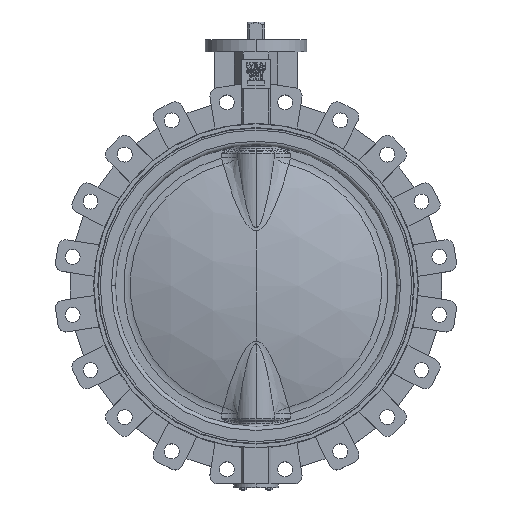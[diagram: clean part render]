
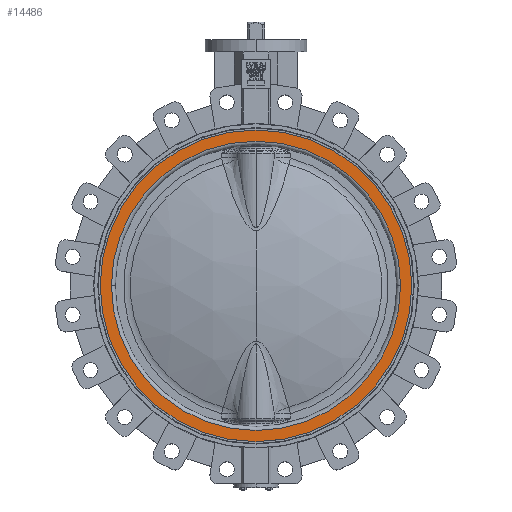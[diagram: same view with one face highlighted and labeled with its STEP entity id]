
A CAD part, top view. The second image highlights one B-rep face of the part: STEP entity #14486.
In plain terms, the highlighted planar face has unit normal (0, 0, 1).
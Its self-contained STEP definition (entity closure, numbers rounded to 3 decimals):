
#879 = EDGE_CURVE ( 'NONE', #20500, #5460, #23246, .T. ) ;
#968 = DIRECTION ( 'NONE',  ( 0., 0., 1. ) ) ;
#1931 = CARTESIAN_POINT ( 'NONE',  ( 323., 0., 78.5 ) ) ;
#2750 = VERTEX_POINT ( 'NONE', #1931 ) ;
#3261 = FACE_BOUND ( 'NONE', #25191, .T. ) ;
#4611 = EDGE_CURVE ( 'NONE', #2750, #25986, #29968, .T. ) ;
#5224 = DIRECTION ( 'NONE',  ( 0., 0., -1. ) ) ;
#5460 = VERTEX_POINT ( 'NONE', #20327 ) ;
#6213 = CIRCLE ( 'NONE', #26675, 299.75 ) ;
#8826 = CARTESIAN_POINT ( 'NONE',  ( 0., 0., 78.5 ) ) ;
#9417 = CIRCLE ( 'NONE', #9588, 323. ) ;
#9588 = AXIS2_PLACEMENT_3D ( 'NONE', #8826, #29869, #17794 ) ;
#10560 = FACE_OUTER_BOUND ( 'NONE', #25504, .T. ) ;
#10683 = DIRECTION ( 'NONE',  ( 0., 0., 1. ) ) ;
#10950 = DIRECTION ( 'NONE',  ( 0., 0., 1. ) ) ;
#14117 = CARTESIAN_POINT ( 'NONE',  ( 299.75, 0., 78.5 ) ) ;
#14486 = ADVANCED_FACE ( 'NONE', ( #3261, #10560 ), #19584, .F. ) ;
#15815 = ORIENTED_EDGE ( 'NONE', *, *, #4611, .T. ) ;
#16965 = DIRECTION ( 'NONE',  ( -1., 0., 0. ) ) ;
#17262 = EDGE_CURVE ( 'NONE', #5460, #20500, #6213, .T. ) ;
#17794 = DIRECTION ( 'NONE',  ( 1., 0., 0. ) ) ;
#18062 = AXIS2_PLACEMENT_3D ( 'NONE', #24620, #10683, #22095 ) ;
#18517 = AXIS2_PLACEMENT_3D ( 'NONE', #19634, #968, #24501 ) ;
#18936 = ORIENTED_EDGE ( 'NONE', *, *, #17262, .F. ) ;
#19584 = PLANE ( 'NONE',  #23373 ) ;
#19634 = CARTESIAN_POINT ( 'NONE',  ( 0., 0., 78.5 ) ) ;
#19834 = EDGE_CURVE ( 'NONE', #25986, #2750, #9417, .T. ) ;
#20327 = CARTESIAN_POINT ( 'NONE',  ( -299.75, 0., 78.5 ) ) ;
#20500 = VERTEX_POINT ( 'NONE', #14117 ) ;
#20548 = CARTESIAN_POINT ( 'NONE',  ( -323., 0., 78.5 ) ) ;
#20644 = DIRECTION ( 'NONE',  ( 1., 0., 0. ) ) ;
#22095 = DIRECTION ( 'NONE',  ( 1., 0., 0. ) ) ;
#22870 = CARTESIAN_POINT ( 'NONE',  ( 0., 0., 78.5 ) ) ;
#23246 = CIRCLE ( 'NONE', #18062, 299.75 ) ;
#23373 = AXIS2_PLACEMENT_3D ( 'NONE', #24252, #5224, #16965 ) ;
#24252 = CARTESIAN_POINT ( 'NONE',  ( 0., 299.75, 78.5 ) ) ;
#24501 = DIRECTION ( 'NONE',  ( 1., 0., 0. ) ) ;
#24620 = CARTESIAN_POINT ( 'NONE',  ( 0., 0., 78.5 ) ) ;
#25191 = EDGE_LOOP ( 'NONE', ( #26218, #18936 ) ) ;
#25504 = EDGE_LOOP ( 'NONE', ( #15815, #27423 ) ) ;
#25986 = VERTEX_POINT ( 'NONE', #20548 ) ;
#26218 = ORIENTED_EDGE ( 'NONE', *, *, #879, .F. ) ;
#26675 = AXIS2_PLACEMENT_3D ( 'NONE', #22870, #10950, #20644 ) ;
#27423 = ORIENTED_EDGE ( 'NONE', *, *, #19834, .T. ) ;
#29869 = DIRECTION ( 'NONE',  ( 0., 0., 1. ) ) ;
#29968 = CIRCLE ( 'NONE', #18517, 323. ) ;
